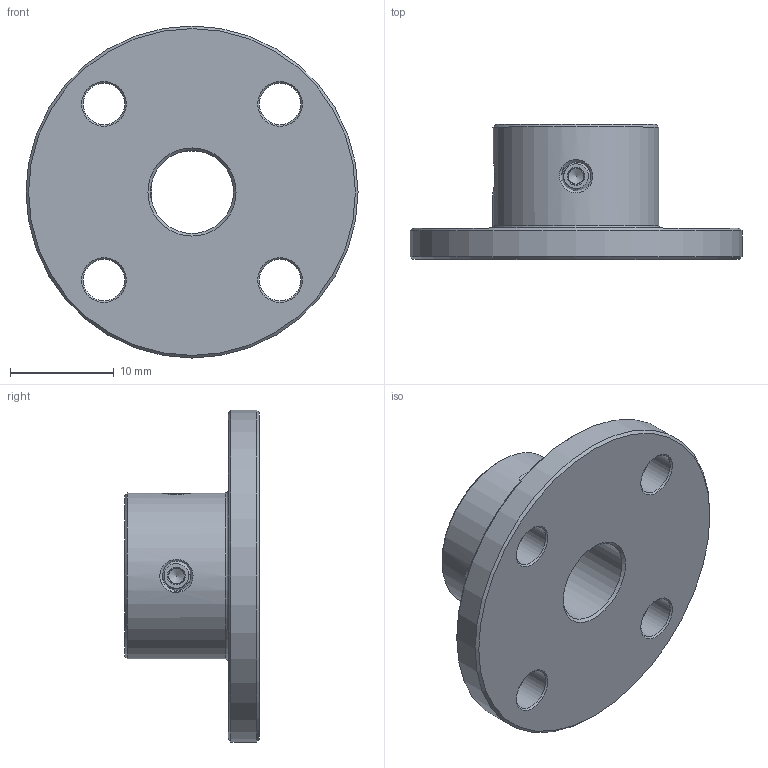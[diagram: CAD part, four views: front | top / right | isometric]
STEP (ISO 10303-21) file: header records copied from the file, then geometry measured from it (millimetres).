
FILE_DESCRIPTION(/* description */ (''),/* implementation_level */ '2;1');
FILE_NAME(/* name */ '8mm Flanged Shaft Coupler.step',/* time_stamp */ '2022-04-22T22:06:55-06:00',/* author */ (''),/* organization */ (''),/* preprocessor_version */ 'ST-DEVELOPER v18.1',/* originating_system */ 'Autodesk Translation Framework v10.14.0.1471',/* authorisation */ '');
FILE_SCHEMA (('AUTOMOTIVE_DESIGN { 1 0 10303 214 3 1 1 }'));
Length unit declared in the file: millimetre
Products named in the file (2): 8mm Flanged Shaft Coupler; M3 x 4 Set Screw
Assembly tree (2 placements, depth 2):
  8mm Flanged Shaft Coupler
    M3 x 4 Set Screw  x2
Bounding box: 32 x 13 x 32 mm (x, y, z)
Volume: 3598.2 mm3; surface area: 2852.1 mm2
Topology: 3 solids, 3 shells, 151 faces, 398 edges, 251 vertices
Faces by surface type: cylinder 71, cone 33, plane 33, bspline 13, torus 1
Full cylindrical faces by diameter (mm): 2.35 x14, 2.529 x8, 3 x10, 3.086 x5, 4 x4, 8 x1, 16 x1, 32 x1
Entity records: 7473 total; most frequent: CARTESIAN_POINT 4950, ORIENTED_EDGE 588, DIRECTION 404, EDGE_CURVE 294, VERTEX_POINT 189, AXIS2_PLACEMENT_3D 159, B_SPLINE_CURVE_WITH_KNOTS 128, EDGE_LOOP 125
